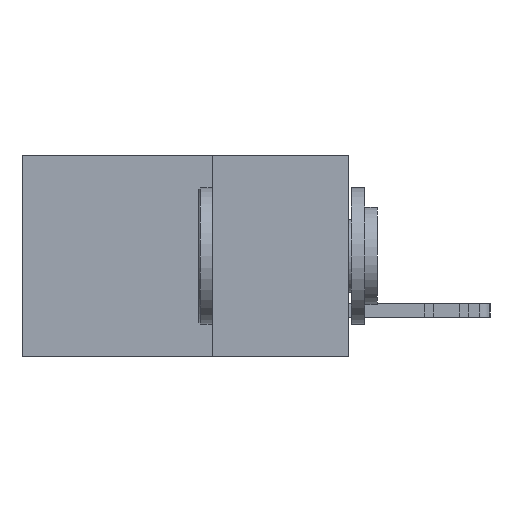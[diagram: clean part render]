
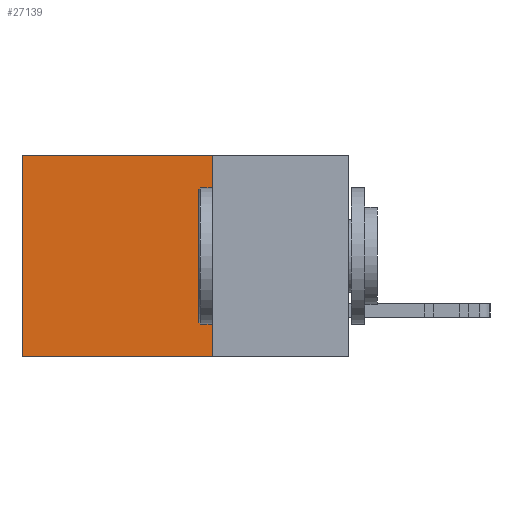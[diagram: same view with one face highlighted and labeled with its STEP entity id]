
A CAD part, left-side view. The second image highlights one B-rep face of the part: STEP entity #27139.
In plain terms, the highlighted planar face has unit normal (-1, 0, 0).
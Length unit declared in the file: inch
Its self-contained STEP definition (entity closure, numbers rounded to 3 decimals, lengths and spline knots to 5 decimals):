
#40 = CARTESIAN_POINT ( 'NONE',  ( 0.298, 0.25, 0. ) ) ;
#502 = VERTEX_POINT ( 'NONE', #25061 ) ;
#644 = DIRECTION ( 'NONE',  ( 0., 1., 0. ) ) ;
#1645 = AXIS2_PLACEMENT_3D ( 'NONE', #12183, #5572, #21144 ) ;
#3307 = PLANE ( 'NONE',  #1645 ) ;
#5179 = ORIENTED_EDGE ( 'NONE', *, *, #24787, .F. ) ;
#5572 = DIRECTION ( 'NONE',  ( 1., 0., 0. ) ) ;
#5766 = ORIENTED_EDGE ( 'NONE', *, *, #18247, .F. ) ;
#6498 = CARTESIAN_POINT ( 'NONE',  ( 0.298, 0.25, -0.37 ) ) ;
#8090 = VECTOR ( 'NONE', #15450, 39.37008 ) ;
#9399 = VERTEX_POINT ( 'NONE', #22131 ) ;
#9549 = CARTESIAN_POINT ( 'NONE',  ( 0.298, 0.25, 0. ) ) ;
#11677 = DIRECTION ( 'NONE',  ( 0., 0., -1. ) ) ;
#12183 = CARTESIAN_POINT ( 'NONE',  ( 0.298, 0.25, 0. ) ) ;
#13020 = VERTEX_POINT ( 'NONE', #20165 ) ;
#13226 = VECTOR ( 'NONE', #644, 39.37008 ) ;
#14723 = VECTOR ( 'NONE', #17932, 39.37008 ) ;
#14798 = EDGE_LOOP ( 'NONE', ( #18639, #5766, #5179, #24287 ) ) ;
#15450 = DIRECTION ( 'NONE',  ( 0., 1., 0. ) ) ;
#16615 = EDGE_CURVE ( 'NONE', #21620, #502, #20543, .T. ) ;
#16660 = EDGE_CURVE ( 'NONE', #13020, #21620, #19167, .T. ) ;
#17266 = CARTESIAN_POINT ( 'NONE',  ( 0.298, 0.6, 0. ) ) ;
#17932 = DIRECTION ( 'NONE',  ( 0., 0., -1. ) ) ;
#18247 = EDGE_CURVE ( 'NONE', #9399, #502, #25736, .T. ) ;
#18639 = ORIENTED_EDGE ( 'NONE', *, *, #16615, .T. ) ;
#19167 = LINE ( 'NONE', #9549, #13226 ) ;
#19842 = VECTOR ( 'NONE', #11677, 39.37008 ) ;
#20165 = CARTESIAN_POINT ( 'NONE',  ( 0.298, 0.25, 0. ) ) ;
#20543 = LINE ( 'NONE', #20546, #19842 ) ;
#20546 = CARTESIAN_POINT ( 'NONE',  ( 0.298, 0.6, 0. ) ) ;
#20633 = LINE ( 'NONE', #40, #14723 ) ;
#21144 = DIRECTION ( 'NONE',  ( 0., 0., -1. ) ) ;
#21620 = VERTEX_POINT ( 'NONE', #17266 ) ;
#22131 = CARTESIAN_POINT ( 'NONE',  ( 0.298, 0.25, -0.37 ) ) ;
#24287 = ORIENTED_EDGE ( 'NONE', *, *, #16660, .T. ) ;
#24787 = EDGE_CURVE ( 'NONE', #13020, #9399, #20633, .T. ) ;
#25061 = CARTESIAN_POINT ( 'NONE',  ( 0.298, 0.6, -0.37 ) ) ;
#25736 = LINE ( 'NONE', #6498, #8090 ) ;
#25879 = FACE_OUTER_BOUND ( 'NONE', #14798, .T. ) ;
#27139 = ADVANCED_FACE ( 'NONE', ( #25879 ), #3307, .F. ) ;
